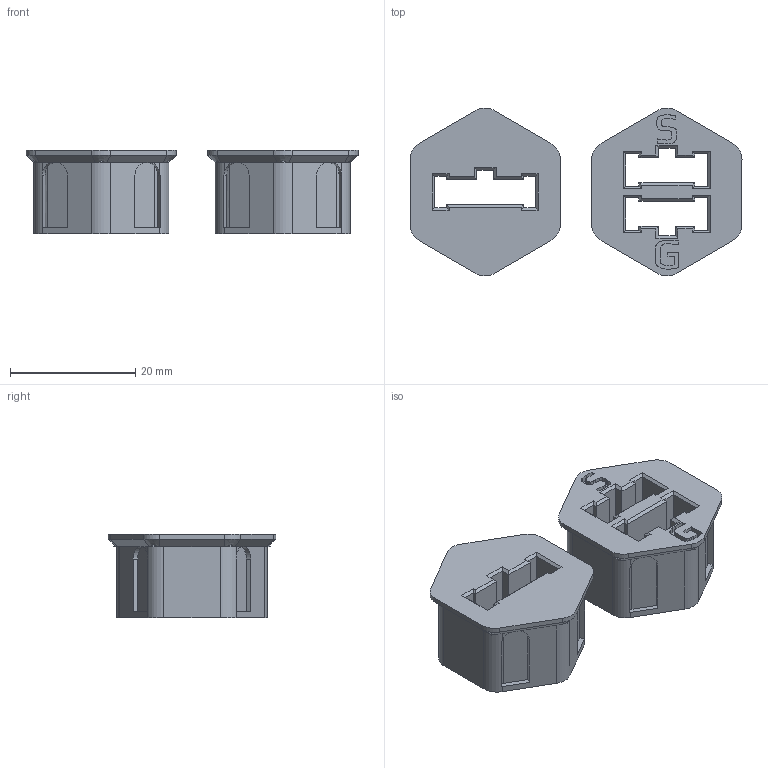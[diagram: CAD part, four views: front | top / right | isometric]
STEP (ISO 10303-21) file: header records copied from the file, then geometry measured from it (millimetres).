
FILE_DESCRIPTION(/* description */ (''),/* implementation_level */ '2;1');
FILE_NAME(/* name */ 'inserts.step',/* time_stamp */ '2021-04-05T19:35:36-04:00',/* author */ (''),/* organization */ (''),/* preprocessor_version */ 'ST-DEVELOPER v18.1',/* originating_system */ 'Autodesk Translation Framework v9.10.0.1330',/* authorisation */ '');
FILE_SCHEMA (('AUTOMOTIVE_DESIGN { 1 0 10303 214 3 1 1 }'));
Length unit declared in the file: millimetre
Products named in the file (1): ER Feeder MicroFit Buttons
Bounding box: 53 x 26.78 x 13.4 mm (x, y, z)
Volume: 6467.2 mm3; surface area: 5409 mm2
Topology: 2 solids, 2 shells, 366 faces, 938 edges, 580 vertices
Faces by surface type: plane 252, cylinder 52, bspline 50, cone 12
Entity records: 11417 total; most frequent: CARTESIAN_POINT 2903, ORIENTED_EDGE 1876, DIRECTION 1552, EDGE_CURVE 938, LINE 694, VECTOR 694, VERTEX_POINT 580, AXIS2_PLACEMENT_3D 429
